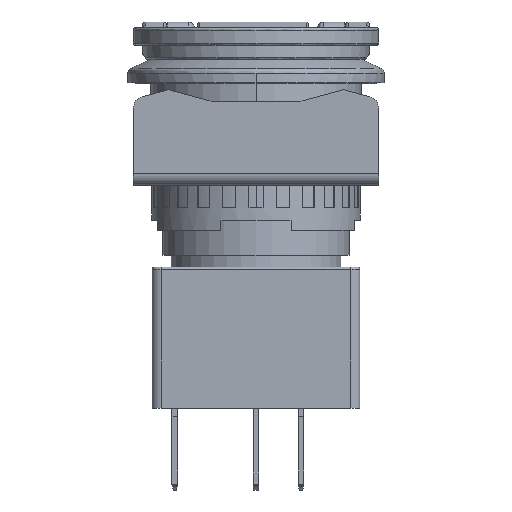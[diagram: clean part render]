
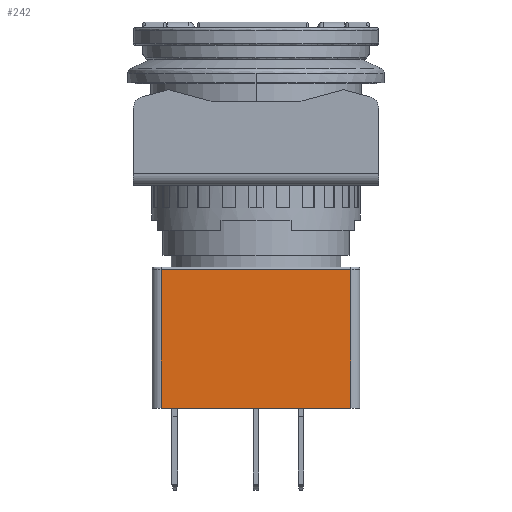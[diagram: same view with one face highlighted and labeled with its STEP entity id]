
A CAD part, front view. The second image highlights one B-rep face of the part: STEP entity #242.
In plain terms, the highlighted planar face has unit normal (0, -1, 0).
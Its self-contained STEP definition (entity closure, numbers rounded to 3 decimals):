
#242 = ADVANCED_FACE ( 'NONE', ( #1803 ), #9525, .F. ) ;
#355 = ORIENTED_EDGE ( 'NONE', *, *, #4583, .F. ) ;
#630 = DIRECTION ( 'NONE',  ( 1., 0., 0. ) ) ;
#1803 = FACE_OUTER_BOUND ( 'NONE', #10262, .T. ) ;
#1945 = VERTEX_POINT ( 'NONE', #18429 ) ;
#2604 = DIRECTION ( 'NONE',  ( 0., 0., -1. ) ) ;
#3596 = AXIS2_PLACEMENT_3D ( 'NONE', #5842, #13586, #21248 ) ;
#3619 = LINE ( 'NONE', #11354, #17614 ) ;
#3856 = VECTOR ( 'NONE', #2604, 1000. ) ;
#4094 = LINE ( 'NONE', #11828, #7456 ) ;
#4583 = EDGE_CURVE ( 'NONE', #10649, #1945, #10243, .T. ) ;
#4759 = EDGE_CURVE ( 'NONE', #10554, #10649, #3619, .T. ) ;
#5842 = CARTESIAN_POINT ( 'NONE',  ( -8.1, -8.9, 0. ) ) ;
#6409 = LINE ( 'NONE', #19924, #3856 ) ;
#7456 = VECTOR ( 'NONE', #19512, 1000. ) ;
#9402 = EDGE_CURVE ( 'NONE', #10554, #19404, #4094, .T. ) ;
#9525 = PLANE ( 'NONE',  #3596 ) ;
#10243 = LINE ( 'NONE', #17944, #20437 ) ;
#10262 = EDGE_LOOP ( 'NONE', ( #355, #16924, #18219, #11446 ) ) ;
#10554 = VERTEX_POINT ( 'NONE', #21654 ) ;
#10649 = VERTEX_POINT ( 'NONE', #14612 ) ;
#11354 = CARTESIAN_POINT ( 'NONE',  ( -8.1, -8.9, 5.95 ) ) ;
#11446 = ORIENTED_EDGE ( 'NONE', *, *, #12972, .F. ) ;
#11828 = CARTESIAN_POINT ( 'NONE',  ( 0., -8.9, 0. ) ) ;
#12972 = EDGE_CURVE ( 'NONE', #1945, #19404, #6409, .T. ) ;
#13586 = DIRECTION ( 'NONE',  ( 0., 1., 0. ) ) ;
#14612 = CARTESIAN_POINT ( 'NONE',  ( -8.1, -8.9, 11.9 ) ) ;
#16924 = ORIENTED_EDGE ( 'NONE', *, *, #4759, .F. ) ;
#17614 = VECTOR ( 'NONE', #19038, 1000. ) ;
#17944 = CARTESIAN_POINT ( 'NONE',  ( 0., -8.9, 11.9 ) ) ;
#18219 = ORIENTED_EDGE ( 'NONE', *, *, #9402, .T. ) ;
#18429 = CARTESIAN_POINT ( 'NONE',  ( 8.1, -8.9, 11.9 ) ) ;
#19038 = DIRECTION ( 'NONE',  ( 0., 0., 1. ) ) ;
#19081 = CARTESIAN_POINT ( 'NONE',  ( 8.1, -8.9, 0. ) ) ;
#19404 = VERTEX_POINT ( 'NONE', #19081 ) ;
#19512 = DIRECTION ( 'NONE',  ( 1., 0., 0. ) ) ;
#19924 = CARTESIAN_POINT ( 'NONE',  ( 8.1, -8.9, 5.95 ) ) ;
#20437 = VECTOR ( 'NONE', #630, 1000. ) ;
#21248 = DIRECTION ( 'NONE',  ( 0., 0., 1. ) ) ;
#21654 = CARTESIAN_POINT ( 'NONE',  ( -8.1, -8.9, 0. ) ) ;
